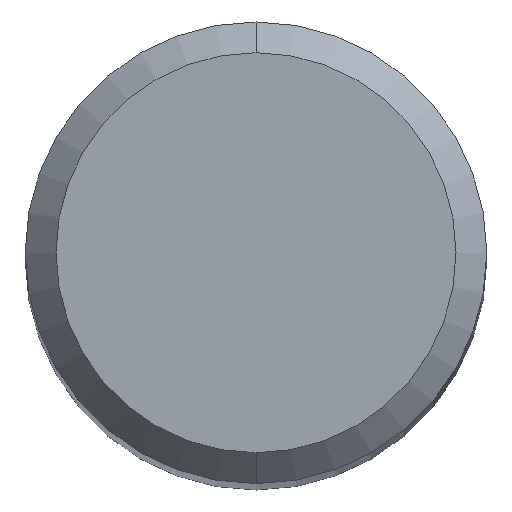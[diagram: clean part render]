
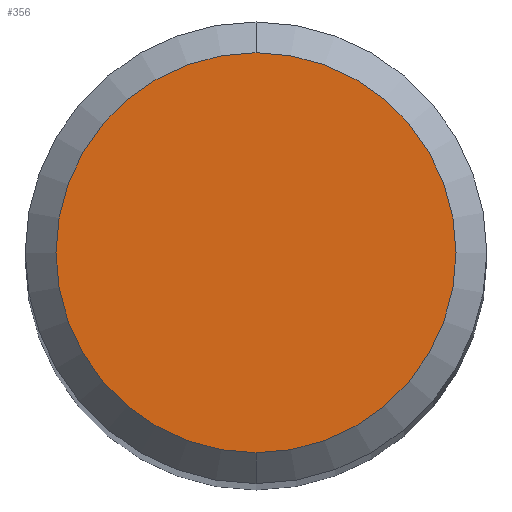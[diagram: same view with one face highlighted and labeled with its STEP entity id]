
A CAD part, top view. The second image highlights one B-rep face of the part: STEP entity #356.
In plain terms, the highlighted planar face has unit normal (0, 0, 1).
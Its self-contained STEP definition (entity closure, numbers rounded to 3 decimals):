
#192=EDGE_CURVE('',#238,#380,#496,.T.);
#238=VERTEX_POINT('',#547);
#314=EDGE_CURVE('',#380,#238,#630,.T.);
#356=ADVANCED_FACE('',(#676),#677,.T.);
#380=VERTEX_POINT('',#704);
#496=CIRCLE('',#841,2.6);
#547=CARTESIAN_POINT('',(0.,-2.6,0.0));
#630=CIRCLE('',#1126,2.6);
#676=FACE_OUTER_BOUND('',#1243,.T.);
#677=PLANE('',#1244);
#704=CARTESIAN_POINT('',(0.0,2.6,0.0));
#841=AXIS2_PLACEMENT_3D('',#1447,#1448,#1449);
#1126=AXIS2_PLACEMENT_3D('',#1585,#1586,#1587);
#1243=EDGE_LOOP('',(#1632,#1633));
#1244=AXIS2_PLACEMENT_3D('',#1634,#1635,#1636);
#1447=CARTESIAN_POINT('',(0.0,0.0,0.0));
#1448=DIRECTION('',(0.0,0.0,-1.0));
#1449=DIRECTION('',(0.0,1.0,0.0));
#1585=CARTESIAN_POINT('',(0.0,0.0,0.0));
#1586=DIRECTION('',(0.0,0.0,-1.0));
#1587=DIRECTION('',(0.0,1.0,0.0));
#1632=ORIENTED_EDGE('',*,*,#314,.F.);
#1633=ORIENTED_EDGE('',*,*,#192,.F.);
#1634=CARTESIAN_POINT('',(0.0,1.3,0.0));
#1635=DIRECTION('',(-0.0,0.0,1.0));
#1636=DIRECTION('',(0.0,-1.0,0.0));
